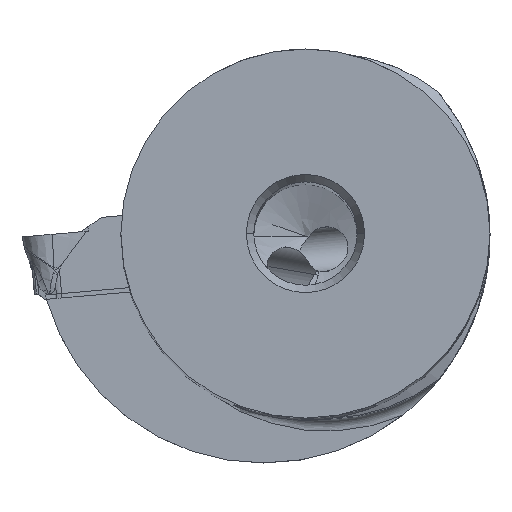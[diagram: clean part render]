
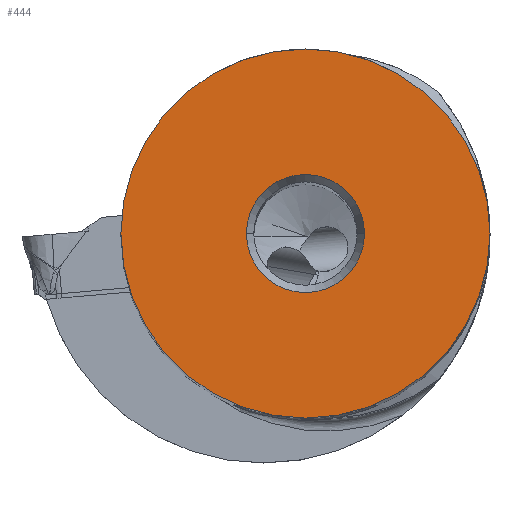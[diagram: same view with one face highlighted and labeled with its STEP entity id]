
A CAD part, top view. The second image highlights one B-rep face of the part: STEP entity #444.
In plain terms, the highlighted planar face has unit normal (0, 0, 1).
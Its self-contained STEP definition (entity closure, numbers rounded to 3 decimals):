
#47=FACE_BOUND('',#845,.T.);
#48=FACE_BOUND('',#846,.T.);
#139=PLANE('',#4104);
#444=ADVANCED_FACE('',(#47,#48),#139,.T.);
#845=EDGE_LOOP('',(#1913,#1914));
#846=EDGE_LOOP('',(#1915,#1916));
#1913=ORIENTED_EDGE('',*,*,#2941,.T.);
#1914=ORIENTED_EDGE('',*,*,#2935,.T.);
#1915=ORIENTED_EDGE('',*,*,#2947,.T.);
#1916=ORIENTED_EDGE('',*,*,#2948,.T.);
#2379=VERTEX_POINT('',#11759);
#2380=VERTEX_POINT('',#11761);
#2390=VERTEX_POINT('',#11785);
#2391=VERTEX_POINT('',#11786);
#2935=EDGE_CURVE('',#2380,#2379,#3412,.T.);
#2941=EDGE_CURVE('',#2379,#2380,#3413,.T.);
#2947=EDGE_CURVE('',#2390,#2391,#3414,.T.);
#2948=EDGE_CURVE('',#2391,#2390,#3415,.T.);
#3412=CIRCLE('',#4093,12.5);
#3413=CIRCLE('',#4097,12.5);
#3414=CIRCLE('',#4102,4.);
#3415=CIRCLE('',#4103,4.);
#4093=AXIS2_PLACEMENT_3D('',#11760,#4727,#4728);
#4097=AXIS2_PLACEMENT_3D('',#11772,#4738,#4739);
#4102=AXIS2_PLACEMENT_3D('',#11784,#4750,#4751);
#4103=AXIS2_PLACEMENT_3D('',#11787,#4752,#4753);
#4104=AXIS2_PLACEMENT_3D('',#11788,#4754,#4755);
#4727=DIRECTION('',(0.,0.,1.));
#4728=DIRECTION('',(-1.,0.,0.));
#4738=DIRECTION('',(0.,0.,1.));
#4739=DIRECTION('',(1.,0.,0.));
#4750=DIRECTION('',(0.,0.,-1.));
#4751=DIRECTION('',(-1.,0.,0.));
#4752=DIRECTION('',(0.,0.,-1.));
#4753=DIRECTION('',(1.,0.,0.));
#4754=DIRECTION('',(0.,0.,1.));
#4755=DIRECTION('',(1.,0.,0.));
#11759=CARTESIAN_POINT('',(12.5,0.,0.));
#11760=CARTESIAN_POINT('',(0.,0.,0.));
#11761=CARTESIAN_POINT('',(-12.5,0.,0.));
#11772=CARTESIAN_POINT('',(0.,0.,0.));
#11784=CARTESIAN_POINT('',(0.,0.,0.));
#11785=CARTESIAN_POINT('',(-4.,0.,0.));
#11786=CARTESIAN_POINT('',(4.,0.,0.));
#11787=CARTESIAN_POINT('',(0.,0.,0.));
#11788=CARTESIAN_POINT('',(0.,0.,0.));
